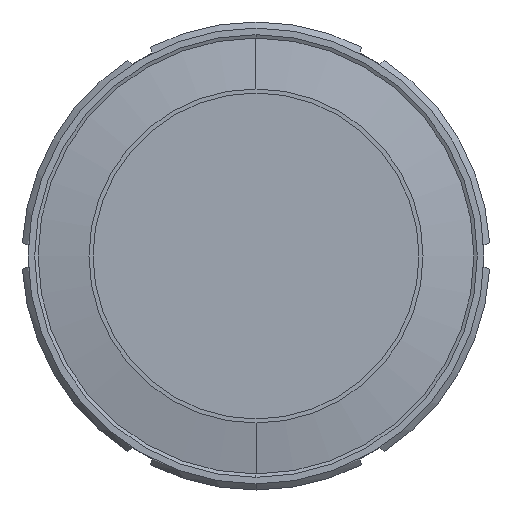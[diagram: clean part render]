
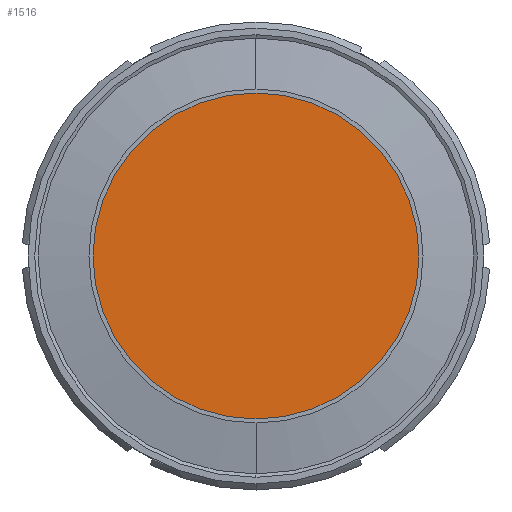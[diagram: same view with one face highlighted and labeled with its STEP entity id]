
A CAD part, left-side view. The second image highlights one B-rep face of the part: STEP entity #1516.
In plain terms, the highlighted planar face has unit normal (-1, 0, 0).
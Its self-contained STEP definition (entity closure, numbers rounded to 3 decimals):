
#109 = EDGE_CURVE ( 'NONE', #1747, #1583, #1702, .T. ) ;
#255 = CARTESIAN_POINT ( 'NONE',  ( 2.728, 0., 0. ) ) ;
#383 = AXIS2_PLACEMENT_3D ( 'NONE', #255, #1753, #2361 ) ;
#622 = AXIS2_PLACEMENT_3D ( 'NONE', #2415, #1899, #968 ) ;
#816 = EDGE_LOOP ( 'NONE', ( #2019, #1052 ) ) ;
#843 = CARTESIAN_POINT ( 'NONE',  ( 2.728, 0., -49.5 ) ) ;
#968 = DIRECTION ( 'NONE',  ( 0., 0., -1. ) ) ;
#1052 = ORIENTED_EDGE ( 'NONE', *, *, #1095, .F. ) ;
#1071 = AXIS2_PLACEMENT_3D ( 'NONE', #1987, #2161, #1604 ) ;
#1095 = EDGE_CURVE ( 'NONE', #1583, #1747, #1449, .T. ) ;
#1229 = FACE_OUTER_BOUND ( 'NONE', #816, .T. ) ;
#1449 = CIRCLE ( 'NONE', #383, 49.5 ) ;
#1516 = ADVANCED_FACE ( 'NONE', ( #1229 ), #1638, .T. ) ;
#1583 = VERTEX_POINT ( 'NONE', #1828 ) ;
#1604 = DIRECTION ( 'NONE',  ( 0., 0., 1. ) ) ;
#1638 = PLANE ( 'NONE',  #1071 ) ;
#1702 = CIRCLE ( 'NONE', #622, 49.5 ) ;
#1747 = VERTEX_POINT ( 'NONE', #843 ) ;
#1753 = DIRECTION ( 'NONE',  ( 1., 0., 0. ) ) ;
#1828 = CARTESIAN_POINT ( 'NONE',  ( 2.728, 0., 49.5 ) ) ;
#1899 = DIRECTION ( 'NONE',  ( 1., 0., 0. ) ) ;
#1987 = CARTESIAN_POINT ( 'NONE',  ( 2.728, 0., 0. ) ) ;
#2019 = ORIENTED_EDGE ( 'NONE', *, *, #109, .F. ) ;
#2161 = DIRECTION ( 'NONE',  ( -1., 0., 0. ) ) ;
#2361 = DIRECTION ( 'NONE',  ( 0., 0., -1. ) ) ;
#2415 = CARTESIAN_POINT ( 'NONE',  ( 2.728, 0., 0. ) ) ;
